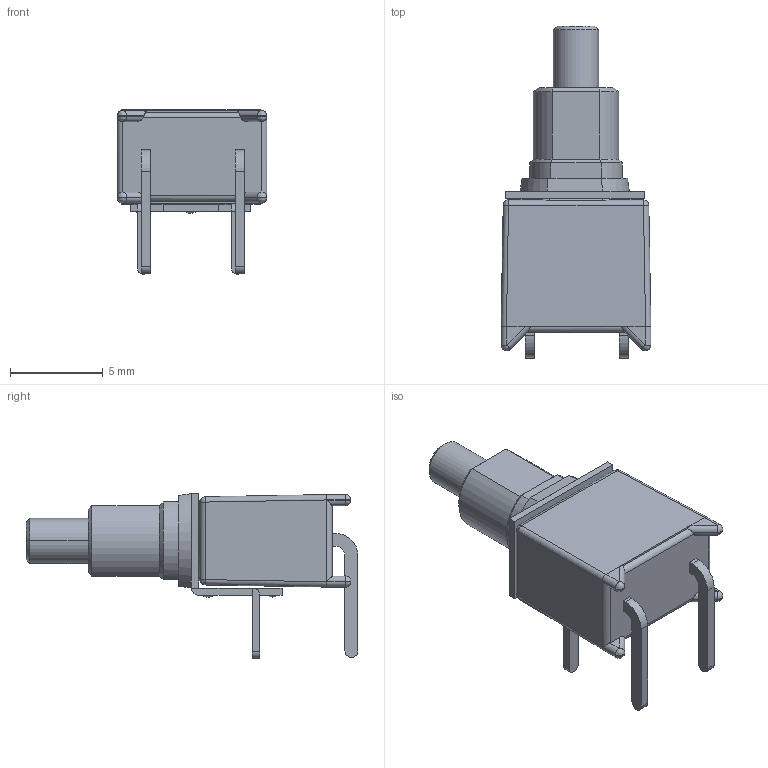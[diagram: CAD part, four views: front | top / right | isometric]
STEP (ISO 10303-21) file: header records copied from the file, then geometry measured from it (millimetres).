
FILE_DESCRIPTION((''),'2;1');
FILE_NAME('TP33W008000','2014-12-12T',('brevel'),(''),'PRO/ENGINEER BY PARAMETRIC TECHNOLOGY CORPORATION, 2013410','PRO/ENGINEER BY PARAMETRIC TECHNOLOGY CORPORATION, 2013410','');
FILE_SCHEMA(('CONFIG_CONTROL_DESIGN'));
Length unit declared in the file: millimetre
Products named in the file (1): TP33W008000
Bounding box: 8.1 x 17.93 x 8.9 mm (x, y, z)
Volume: 422.8 mm3; surface area: 522 mm2
Topology: 1 solids, 1 shells, 161 faces, 400 edges, 244 vertices
Faces by surface type: plane 76, cylinder 52, bspline 16, cone 8, sphere 6, torus 3
Entity records: 5421 total; most frequent: CARTESIAN_POINT 1700, ORIENTED_EDGE 788, DIRECTION 735, EDGE_CURVE 394, AXIS2_PLACEMENT_3D 261, VERTEX_POINT 244, VECTOR 213, LINE 213
